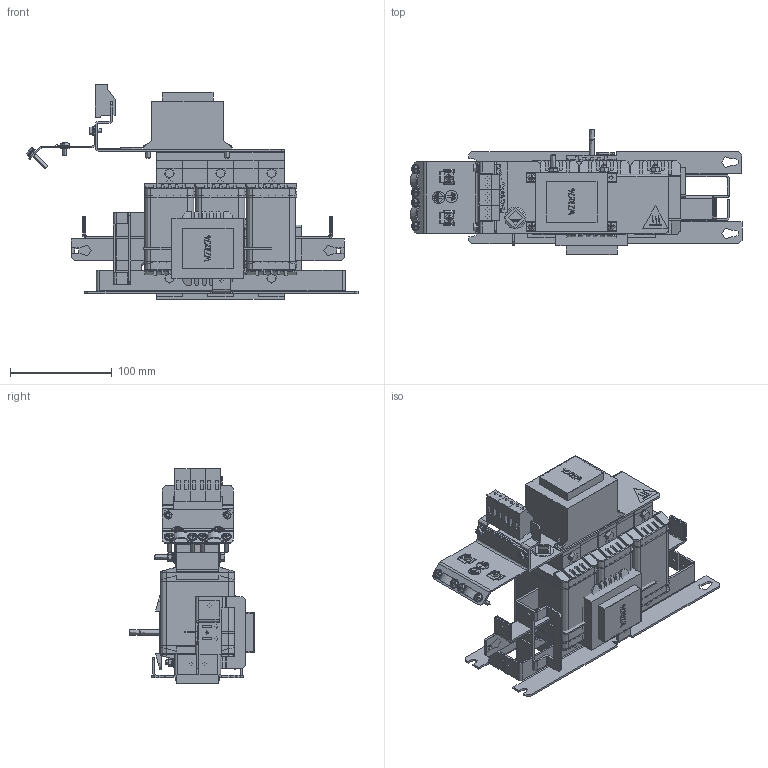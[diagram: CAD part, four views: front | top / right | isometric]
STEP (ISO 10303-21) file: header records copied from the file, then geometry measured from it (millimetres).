
FILE_DESCRIPTION( ( 'Unknown' ), '1' );
FILE_NAME( 'FS21147-10-99.stp', 'Unknown', ( 'Unknown' ), ( 'Unknown' ), 'XStep 1.0', 'Unknown', ' ' );
FILE_SCHEMA( ( 'CONFIG_CONTROL_DESIGN' ) );
Length unit declared in the file: millimetre
Products named in the file (49): Assem1; Assem2; Assem3; 1; 2; 3; 4; 5; 6; 7; 8; 9; 10; 11; 12; 13; 14; 15; 16; 17; 18; 19; 20; 21; 22; 23; 24; 25; 26; 27; 28; 29; 30; 31; 32; 33; 34; 35; 36; 37 ...
Bounding box: 325.71 x 122.8 x 210.78 mm (x, y, z)
Volume: 3458791.5 mm3
Topology: 152 solids, 152 shells, 4769 faces, 11883 edges, 7913 vertices
Faces by surface type: plane 3017, cylinder 946, extrusion 694, cone 86, sphere 18, torus 8
Full cylindrical faces by diameter (mm): 0.4 x12, 3.242 x12, 3.3 x28, 3.8 x12, 4 x25, 4.2 x20, 4.5 x23, 5 x17, 5.3 x13, 5.8 x13, 6 x8, 7.7 x4, 8 x8, 8.8 x4, 9 x4, 9.5 x5, 10 x13, 12 x5, 14 x2, 18 x4, 21 x4
Entity records: 79664 total; most frequent: CARTESIAN_POINT 34628, ORIENTED_EDGE 8814, DIRECTION 7685, EDGE_CURVE 4407, VERTEX_POINT 3039, VECTOR 3013, LINE 2666, EDGE_LOOP 2452
